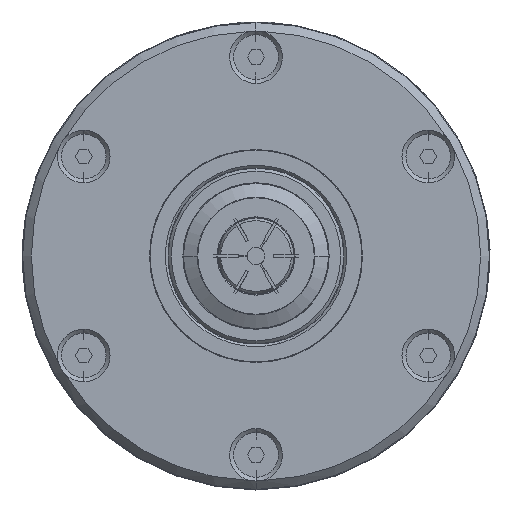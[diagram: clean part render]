
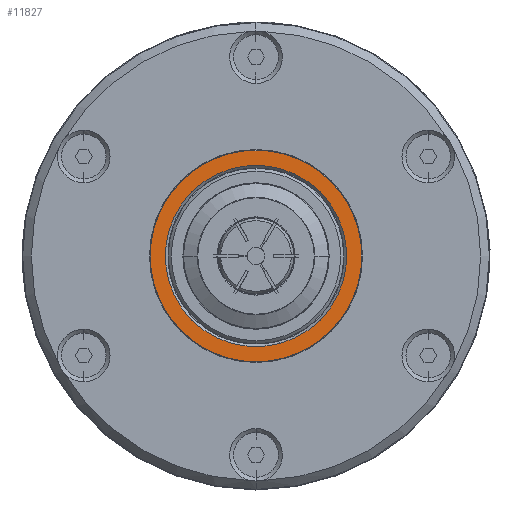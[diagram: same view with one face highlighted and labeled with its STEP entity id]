
A CAD part, left-side view. The second image highlights one B-rep face of the part: STEP entity #11827.
In plain terms, the highlighted planar face has unit normal (-1, 0, 0).
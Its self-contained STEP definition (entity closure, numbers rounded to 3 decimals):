
#335 = ORIENTED_EDGE ( 'NONE', *, *, #15285, .T. ) ;
#386 = CIRCLE ( 'NONE', #11833, 15.5 ) ;
#429 = CIRCLE ( 'NONE', #11914, 18.1 ) ;
#685 = CIRCLE ( 'NONE', #11968, 15.5 ) ;
#792 = VERTEX_POINT ( 'NONE', #19650 ) ;
#908 = ORIENTED_EDGE ( 'NONE', *, *, #14945, .T. ) ;
#3549 = CARTESIAN_POINT ( 'NONE',  ( 14.1, 4.685, 17.483 ) ) ;
#5486 = ORIENTED_EDGE ( 'NONE', *, *, #14986, .T. ) ;
#5776 = ORIENTED_EDGE ( 'NONE', *, *, #14865, .T. ) ;
#5807 = VERTEX_POINT ( 'NONE', #10809 ) ;
#6390 = VERTEX_POINT ( 'NONE', #3549 ) ;
#7092 = DIRECTION ( 'NONE',  ( 0., -0.259, -0.966 ) ) ;
#7126 = DIRECTION ( 'NONE',  ( -1., 0., 0. ) ) ;
#7155 = PLANE ( 'NONE',  #17811 ) ;
#7421 = CARTESIAN_POINT ( 'NONE',  ( 14.1, -17.532, 4.698 ) ) ;
#7683 = EDGE_LOOP ( 'NONE', ( #5486, #5776 ) ) ;
#10809 = CARTESIAN_POINT ( 'NONE',  ( 14.1, 4.012, 14.972 ) ) ;
#11292 = AXIS2_PLACEMENT_3D ( 'NONE', #19473, #19468, #19371 ) ;
#11827 = ADVANCED_FACE ( 'NONE', ( #15613, #15642 ), #7155, .T. ) ;
#11833 = AXIS2_PLACEMENT_3D ( 'NONE', #23954, #23928, #23925 ) ;
#11914 = AXIS2_PLACEMENT_3D ( 'NONE', #24749, #24742, #24721 ) ;
#11968 = AXIS2_PLACEMENT_3D ( 'NONE', #25876, #25847, #25792 ) ;
#12448 = VERTEX_POINT ( 'NONE', #15163 ) ;
#13588 = EDGE_LOOP ( 'NONE', ( #908, #335 ) ) ;
#14865 = EDGE_CURVE ( 'NONE', #5807, #792, #685, .T. ) ;
#14945 = EDGE_CURVE ( 'NONE', #6390, #12448, #429, .T. ) ;
#14986 = EDGE_CURVE ( 'NONE', #792, #5807, #386, .T. ) ;
#15163 = CARTESIAN_POINT ( 'NONE',  ( 14.1, -4.685, -17.483 ) ) ;
#15285 = EDGE_CURVE ( 'NONE', #12448, #6390, #25438, .T. ) ;
#15613 = FACE_OUTER_BOUND ( 'NONE', #13588, .T. ) ;
#15642 = FACE_BOUND ( 'NONE', #7683, .T. ) ;
#17811 = AXIS2_PLACEMENT_3D ( 'NONE', #7421, #7126, #7092 ) ;
#19371 = DIRECTION ( 'NONE',  ( 0., -0.259, -0.966 ) ) ;
#19468 = DIRECTION ( 'NONE',  ( -1., 0., 0. ) ) ;
#19473 = CARTESIAN_POINT ( 'NONE',  ( 14.1, 0., 0. ) ) ;
#19650 = CARTESIAN_POINT ( 'NONE',  ( 14.1, -4.012, -14.972 ) ) ;
#23925 = DIRECTION ( 'NONE',  ( 0., -0.259, -0.966 ) ) ;
#23928 = DIRECTION ( 'NONE',  ( 1., 0., 0. ) ) ;
#23954 = CARTESIAN_POINT ( 'NONE',  ( 14.1, 0., 0. ) ) ;
#24721 = DIRECTION ( 'NONE',  ( 0., -0.259, -0.966 ) ) ;
#24742 = DIRECTION ( 'NONE',  ( -1., 0., 0. ) ) ;
#24749 = CARTESIAN_POINT ( 'NONE',  ( 14.1, 0., 0. ) ) ;
#25438 = CIRCLE ( 'NONE', #11292, 18.1 ) ;
#25792 = DIRECTION ( 'NONE',  ( 0., -0.259, -0.966 ) ) ;
#25847 = DIRECTION ( 'NONE',  ( 1., 0., 0. ) ) ;
#25876 = CARTESIAN_POINT ( 'NONE',  ( 14.1, 0., 0. ) ) ;
